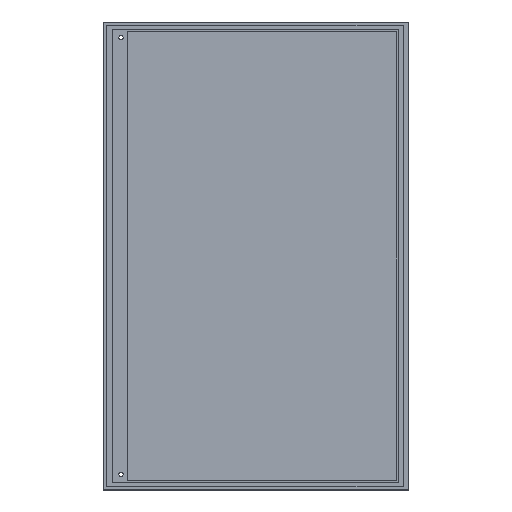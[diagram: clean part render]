
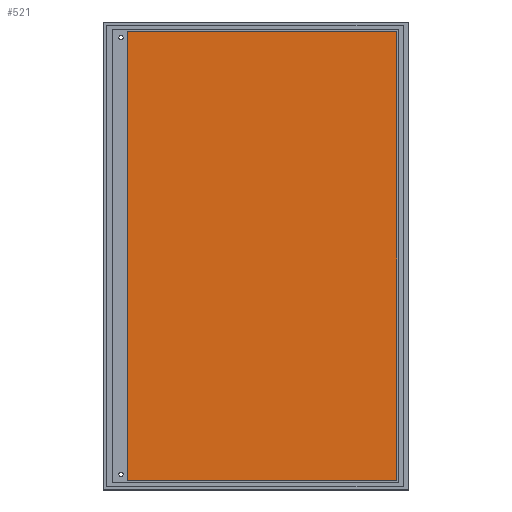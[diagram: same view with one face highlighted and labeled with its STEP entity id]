
A CAD part, top view. The second image highlights one B-rep face of the part: STEP entity #521.
In plain terms, the highlighted planar face has unit normal (0, 0, 1).
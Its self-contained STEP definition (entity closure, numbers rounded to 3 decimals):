
#51=PLANE('',#580);
#81=FACE_OUTER_BOUND('',#123,.T.);
#123=EDGE_LOOP('',(#467,#468,#469,#470));
#171=LINE('',#844,#225);
#172=LINE('',#846,#226);
#173=LINE('',#848,#227);
#174=LINE('',#849,#228);
#225=VECTOR('',#704,10.);
#226=VECTOR('',#705,10.);
#227=VECTOR('',#706,10.);
#228=VECTOR('',#707,10.);
#285=VERTEX_POINT('',#842);
#286=VERTEX_POINT('',#843);
#287=VERTEX_POINT('',#845);
#288=VERTEX_POINT('',#847);
#347=EDGE_CURVE('',#285,#286,#171,.T.);
#348=EDGE_CURVE('',#286,#287,#172,.T.);
#349=EDGE_CURVE('',#287,#288,#173,.T.);
#350=EDGE_CURVE('',#288,#285,#174,.T.);
#467=ORIENTED_EDGE('',*,*,#347,.T.);
#468=ORIENTED_EDGE('',*,*,#348,.T.);
#469=ORIENTED_EDGE('',*,*,#349,.T.);
#470=ORIENTED_EDGE('',*,*,#350,.T.);
#521=ADVANCED_FACE('',(#81),#51,.T.);
#580=AXIS2_PLACEMENT_3D('',#841,#702,#703);
#702=DIRECTION('center_axis',(0.,0.,1.));
#703=DIRECTION('ref_axis',(0.,-1.,0.));
#704=DIRECTION('',(1.,0.,0.));
#705=DIRECTION('',(0.,1.,0.));
#706=DIRECTION('',(-1.,0.,0.));
#707=DIRECTION('',(0.,-1.,0.));
#841=CARTESIAN_POINT('Origin',(57.84,85.1,1.2));
#842=CARTESIAN_POINT('',(8.88,3.5,1.2));
#843=CARTESIAN_POINT('',(106.8,3.5,1.2));
#844=CARTESIAN_POINT('',(57.84,3.5,1.2));
#845=CARTESIAN_POINT('',(106.8,166.7,1.2));
#846=CARTESIAN_POINT('',(106.8,85.1,1.2));
#847=CARTESIAN_POINT('',(8.88,166.7,1.2));
#848=CARTESIAN_POINT('',(57.84,166.7,1.2));
#849=CARTESIAN_POINT('',(8.88,85.1,1.2));
